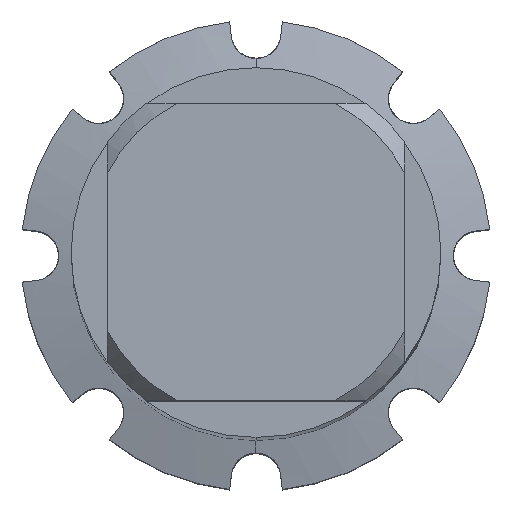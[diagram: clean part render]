
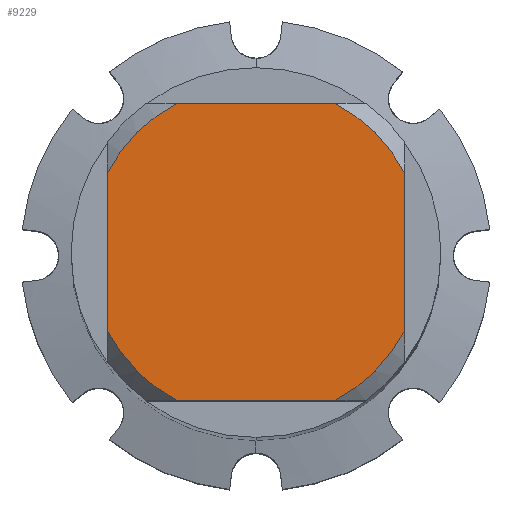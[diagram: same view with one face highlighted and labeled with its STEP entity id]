
A CAD part, top view. The second image highlights one B-rep face of the part: STEP entity #9229.
In plain terms, the highlighted planar face has unit normal (0, 0, 1).
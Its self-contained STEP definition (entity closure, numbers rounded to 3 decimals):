
#3483=EDGE_CURVE('',#5169,#7839,#10360,.T.);
#3999=VERTEX_POINT('',#10919);
#4221=VERTEX_POINT('',#11160);
#4491=VERTEX_POINT('',#11458);
#4497=VERTEX_POINT('',#11464);
#4935=EDGE_CURVE('',#4491,#7839,#11933,.T.);
#4945=EDGE_CURVE('',#7455,#4221,#11943,.T.);
#4993=EDGE_CURVE('',#4491,#7681,#11996,.T.);
#5169=VERTEX_POINT('',#12191);
#5223=EDGE_CURVE('',#5169,#4221,#12252,.T.);
#5389=EDGE_CURVE('',#3999,#7681,#12432,.T.);
#6227=EDGE_CURVE('',#7455,#4497,#13340,.T.);
#7455=VERTEX_POINT('',#14673);
#7681=VERTEX_POINT('',#14921);
#7839=VERTEX_POINT('',#15094);
#8721=EDGE_CURVE('',#3999,#4497,#16050,.T.);
#9229=ADVANCED_FACE('',(#16602),#16603,.T.);
#10360=CIRCLE('',#17836,8.2);
#10919=CARTESIAN_POINT('',(-3.831,-7.25,0.0));
#11160=CARTESIAN_POINT('',(-3.831,7.25,0.0));
#11458=CARTESIAN_POINT('',(7.25,-3.831,0.0));
#11464=CARTESIAN_POINT('',(-7.25,-3.831,0.0));
#11933=LINE('',#20761,#20762);
#11943=CIRCLE('',#20777,8.2);
#11996=CIRCLE('',#20861,8.2);
#12191=CARTESIAN_POINT('',(3.831,7.25,0.0));
#12252=LINE('',#21273,#21274);
#12432=LINE('',#21598,#21599);
#13340=LINE('',#23271,#23272);
#14673=CARTESIAN_POINT('',(-7.25,3.831,0.0));
#14921=CARTESIAN_POINT('',(3.831,-7.25,0.0));
#15094=CARTESIAN_POINT('',(7.25,3.831,0.0));
#16050=CIRCLE('',#28251,8.2);
#16602=FACE_OUTER_BOUND('',#29261,.T.);
#16603=PLANE('',#29262);
#17836=AXIS2_PLACEMENT_3D('',#31323,#31324,#31325);
#20761=CARTESIAN_POINT('',(7.25,2.05,0.0));
#20762=VECTOR('',#33250,1.0);
#20777=AXIS2_PLACEMENT_3D('',#33258,#33259,#33260);
#20861=AXIS2_PLACEMENT_3D('',#33312,#33313,#33314);
#21273=CARTESIAN_POINT('',(0.0,7.25,0.0));
#21274=VECTOR('',#33613,1.0);
#21598=CARTESIAN_POINT('',(0.0,-7.25,0.0));
#21599=VECTOR('',#33784,1.0);
#23271=CARTESIAN_POINT('',(-7.25,2.05,0.0));
#23272=VECTOR('',#34718,1.0);
#28251=AXIS2_PLACEMENT_3D('',#37623,#37624,#37625);
#29261=EDGE_LOOP('',(#38144,#38145,#38146,#38147,#38148,#38149,#38150,#38151));
#29262=AXIS2_PLACEMENT_3D('',#38152,#38153,#38154);
#31323=CARTESIAN_POINT('',(0.0,0.0,0.0));
#31324=DIRECTION('',(0.0,0.0,-1.0));
#31325=DIRECTION('',(0.0,1.0,0.0));
#33250=DIRECTION('',(-0.0,1.0,0.0));
#33258=CARTESIAN_POINT('',(0.0,0.0,0.0));
#33259=DIRECTION('',(0.0,0.0,-1.0));
#33260=DIRECTION('',(0.0,1.0,0.0));
#33312=CARTESIAN_POINT('',(0.0,0.0,0.0));
#33313=DIRECTION('',(0.0,0.0,-1.0));
#33314=DIRECTION('',(0.0,1.0,0.0));
#33613=DIRECTION('',(-1.0,0.0,0.0));
#33784=DIRECTION('',(1.0,0.0,0.0));
#34718=DIRECTION('',(-0.0,-1.0,0.0));
#37623=CARTESIAN_POINT('',(0.0,0.0,0.0));
#37624=DIRECTION('',(0.0,0.0,-1.0));
#37625=DIRECTION('',(0.0,1.0,0.0));
#38144=ORIENTED_EDGE('',*,*,#6227,.T.);
#38145=ORIENTED_EDGE('',*,*,#8721,.F.);
#38146=ORIENTED_EDGE('',*,*,#5389,.T.);
#38147=ORIENTED_EDGE('',*,*,#4993,.F.);
#38148=ORIENTED_EDGE('',*,*,#4935,.T.);
#38149=ORIENTED_EDGE('',*,*,#3483,.F.);
#38150=ORIENTED_EDGE('',*,*,#5223,.T.);
#38151=ORIENTED_EDGE('',*,*,#4945,.F.);
#38152=CARTESIAN_POINT('',(0.0,4.1,0.0));
#38153=DIRECTION('',(-0.0,0.0,1.0));
#38154=DIRECTION('',(0.0,-1.0,0.0));
